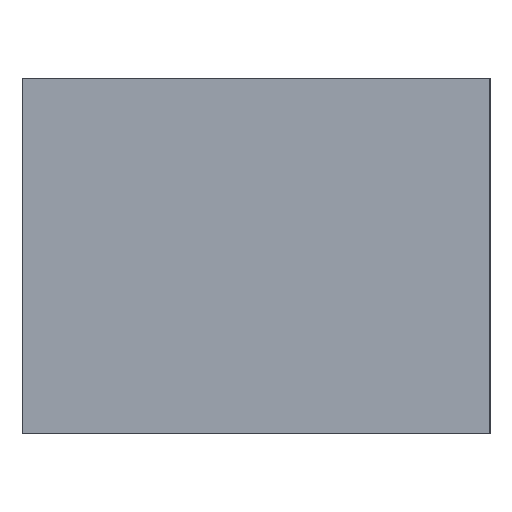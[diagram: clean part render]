
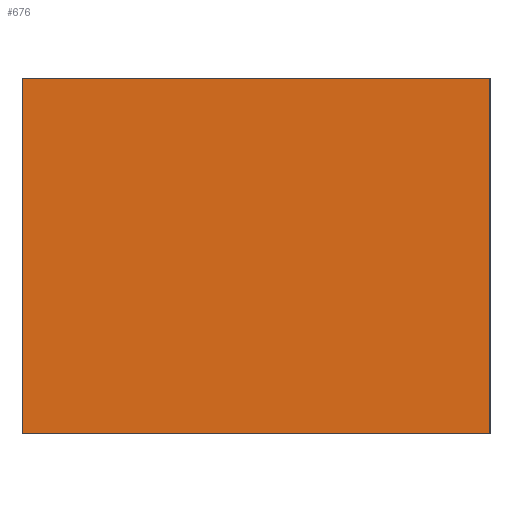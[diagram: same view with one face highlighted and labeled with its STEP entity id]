
A CAD part, left-side view. The second image highlights one B-rep face of the part: STEP entity #676.
In plain terms, the highlighted planar face has unit normal (-1, 0, 0).
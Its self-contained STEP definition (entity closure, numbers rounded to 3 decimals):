
#581 = VERTEX_POINT('',#582);
#582 = CARTESIAN_POINT('',(-1.1,-0.725,0.));
#597 = VERTEX_POINT('',#598);
#598 = CARTESIAN_POINT('',(-1.1,-0.725,1.1));
#604 = EDGE_CURVE('',#581,#597,#605,.T.);
#605 = LINE('',#606,#607);
#606 = CARTESIAN_POINT('',(-1.1,-0.725,0.));
#607 = VECTOR('',#608,1.);
#608 = DIRECTION('',(0.,0.,1.));
#650 = VERTEX_POINT('',#651);
#651 = CARTESIAN_POINT('',(-1.1,0.725,0.));
#657 = EDGE_CURVE('',#658,#650,#660,.T.);
#658 = VERTEX_POINT('',#659);
#659 = CARTESIAN_POINT('',(-1.1,0.725,1.1));
#660 = LINE('',#661,#662);
#661 = CARTESIAN_POINT('',(-1.1,0.725,1.1));
#662 = VECTOR('',#663,1.);
#663 = DIRECTION('',(0.,0.,-1.));
#676 = ADVANCED_FACE('',(#677),#693,.T.);
#677 = FACE_BOUND('',#678,.T.);
#678 = EDGE_LOOP('',(#679,#685,#686,#692));
#679 = ORIENTED_EDGE('',*,*,#680,.F.);
#680 = EDGE_CURVE('',#581,#650,#681,.T.);
#681 = LINE('',#682,#683);
#682 = CARTESIAN_POINT('',(-1.1,-0.725,0.));
#683 = VECTOR('',#684,1.);
#684 = DIRECTION('',(0.,1.,0.));
#685 = ORIENTED_EDGE('',*,*,#604,.T.);
#686 = ORIENTED_EDGE('',*,*,#687,.F.);
#687 = EDGE_CURVE('',#658,#597,#688,.T.);
#688 = LINE('',#689,#690);
#689 = CARTESIAN_POINT('',(-1.1,0.725,1.1));
#690 = VECTOR('',#691,1.);
#691 = DIRECTION('',(0.,-1.,0.));
#692 = ORIENTED_EDGE('',*,*,#657,.T.);
#693 = PLANE('',#694);
#694 = AXIS2_PLACEMENT_3D('',#695,#696,#697);
#695 = CARTESIAN_POINT('',(-1.1,0.725,0.));
#696 = DIRECTION('',(-1.,0.,0.));
#697 = DIRECTION('',(0.,0.,1.));
